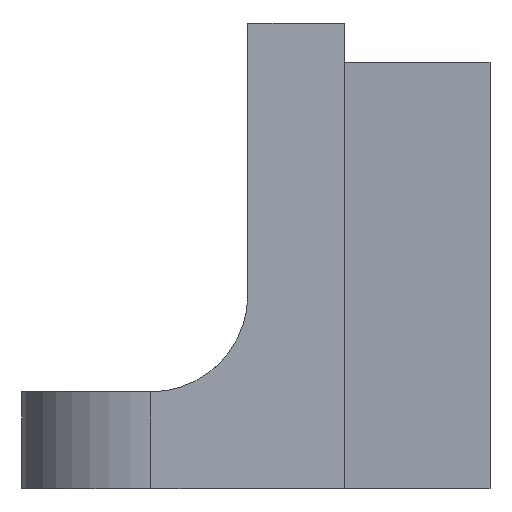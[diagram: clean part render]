
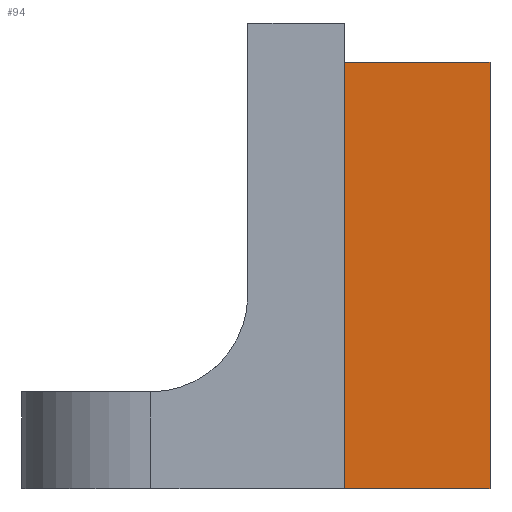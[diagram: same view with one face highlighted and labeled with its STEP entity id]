
A CAD part, left-side view. The second image highlights one B-rep face of the part: STEP entity #94.
In plain terms, the highlighted planar face has unit normal (-0.999, 0, -0.038).
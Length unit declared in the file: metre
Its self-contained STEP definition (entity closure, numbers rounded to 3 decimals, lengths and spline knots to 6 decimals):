
#94=ADVANCED_FACE('0:91',(#189),#190,.T.);
#189=FACE_OUTER_BOUND('',#288,.T.);
#190=PLANE('',#289);
#288=EDGE_LOOP('',(#672,#673,#674,#675));
#289=AXIS2_PLACEMENT_3D('',#676,#677,#678);
#672=ORIENTED_EDGE('',*,*,#840,.T.);
#673=ORIENTED_EDGE('',*,*,#757,.T.);
#674=ORIENTED_EDGE('',*,*,#810,.T.);
#675=ORIENTED_EDGE('',*,*,#841,.F.);
#676=CARTESIAN_POINT('',(-0.01,-0.004,0.00001));
#677=DIRECTION('',(-0.999,0.0,-0.038));
#678=DIRECTION('',(-0.038,0.0,0.999));
#757=EDGE_CURVE('0:310',#934,#932,#935,.T.);
#810=EDGE_CURVE('0:265',#932,#1015,#1017,.F.);
#840=EDGE_CURVE('0:319',#1058,#934,#1059,.T.);
#841=EDGE_CURVE('0:322',#1058,#1015,#1060,.T.);
#932=VERTEX_POINT('',#1229);
#934=VERTEX_POINT('',#1232);
#935=LINE('',#1233,#1234);
#1015=VERTEX_POINT('',#1352);
#1017=LINE('',#1355,#1356);
#1058=VERTEX_POINT('',#1416);
#1059=LINE('',#1417,#1418);
#1060=LINE('',#1419,#1420);
#1229=CARTESIAN_POINT('',(-0.01,-0.0045,0.00001));
#1232=CARTESIAN_POINT('',(-0.01,0.0,0.00001));
#1233=CARTESIAN_POINT('',(-0.01,0.0,0.00001));
#1234=VECTOR('',#1511,0.03937);
#1352=CARTESIAN_POINT('',(-0.0105,-0.0045,0.01321));
#1355=CARTESIAN_POINT('',(-0.01025,-0.0045,0.00661));
#1356=VECTOR('',#1590,1.0);
#1416=CARTESIAN_POINT('',(-0.0105,0.0,0.01321));
#1417=CARTESIAN_POINT('',(-0.0105,0.0,0.01321));
#1418=VECTOR('',#1640,0.03937);
#1419=CARTESIAN_POINT('',(-0.0105,0.0,0.01321));
#1420=VECTOR('',#1641,0.03937);
#1511=DIRECTION('',(0.0,-1.0,0.0));
#1590=DIRECTION('',(0.038,0.0,-0.999));
#1640=DIRECTION('',(0.038,0.0,-0.999));
#1641=DIRECTION('',(0.0,-1.0,0.0));
